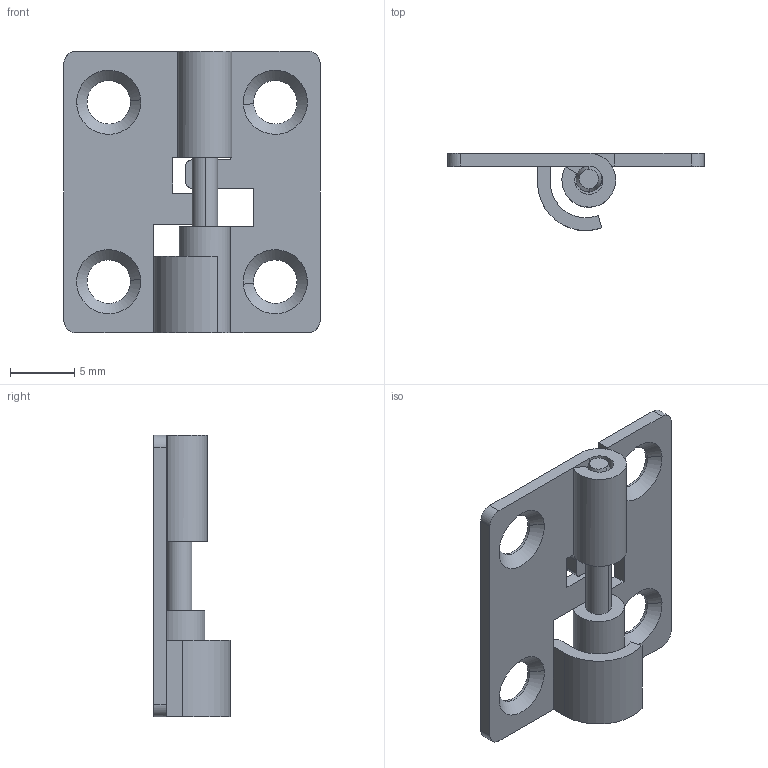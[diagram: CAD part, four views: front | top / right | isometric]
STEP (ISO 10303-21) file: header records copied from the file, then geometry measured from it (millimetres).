
FILE_DESCRIPTION((''),'2;1');
FILE_NAME('','2013-02-25T11:28:18',(''),(''),'','CADfix','');
FILE_SCHEMA(('AUTOMOTIVE_DESIGN { 1 0 10303 214 1 1 1 1 }'));
Length unit declared in the file: millimetre
Bounding box: 20 x 6 x 22 mm (x, y, z)
Volume: 574.4 mm3; surface area: 1403.4 mm2
Topology: 3 solids, 3 shells, 65 faces, 195 edges, 136 vertices
Faces by surface type: bspline 65
Entity records: 2559 total; most frequent: CARTESIAN_POINT 1431, ORIENTED_EDGE 390, EDGE_CURVE 195, VERTEX_POINT 136, QUASI_UNIFORM_CURVE 105, EDGE_LOOP 73, FACE_OUTER_BOUND 65, ADVANCED_FACE 65
